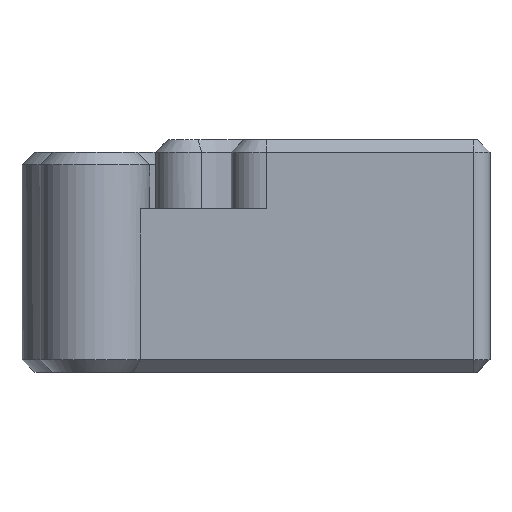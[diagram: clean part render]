
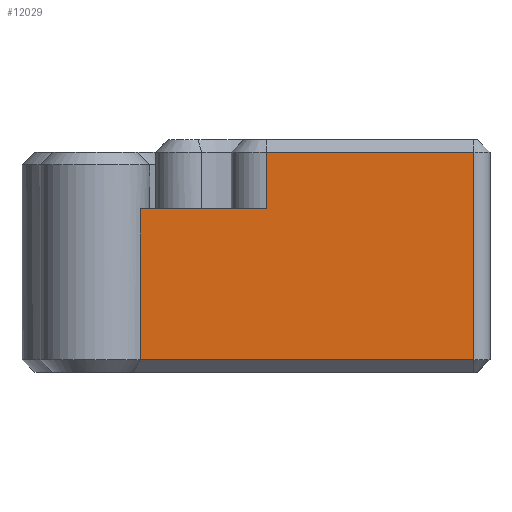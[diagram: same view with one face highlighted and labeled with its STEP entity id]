
A CAD part, left-side view. The second image highlights one B-rep face of the part: STEP entity #12029.
In plain terms, the highlighted planar face has unit normal (-1, 0, 0).
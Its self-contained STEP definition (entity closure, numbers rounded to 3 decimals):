
#813=LINE('',#25623,#1574);
#846=LINE('',#25787,#1607);
#857=LINE('',#25814,#1618);
#858=LINE('',#25817,#1619);
#859=LINE('',#25819,#1620);
#860=LINE('',#25820,#1621);
#1574=VECTOR('',#13115,10.);
#1607=VECTOR('',#13256,10.);
#1618=VECTOR('',#13285,10.);
#1619=VECTOR('',#13290,10.);
#1620=VECTOR('',#13291,10.);
#1621=VECTOR('',#13292,10.);
#2783=FACE_OUTER_BOUND('',#3438,.T.);
#3438=EDGE_LOOP('',(#10671,#10672,#10673,#10674,#10675,#10676));
#5669=VERTEX_POINT('',#25620);
#5670=VERTEX_POINT('',#25622);
#5721=VERTEX_POINT('',#25778);
#5723=VERTEX_POINT('',#25785);
#5730=VERTEX_POINT('',#25813);
#5731=VERTEX_POINT('',#25818);
#7467=EDGE_CURVE('',#5670,#5669,#813,.T.);
#7540=EDGE_CURVE('',#5723,#5721,#846,.T.);
#7554=EDGE_CURVE('',#5721,#5730,#857,.T.);
#7556=EDGE_CURVE('',#5723,#5670,#858,.T.);
#7557=EDGE_CURVE('',#5669,#5731,#859,.T.);
#7558=EDGE_CURVE('',#5730,#5731,#860,.T.);
#10671=ORIENTED_EDGE('',*,*,#7540,.F.);
#10672=ORIENTED_EDGE('',*,*,#7556,.T.);
#10673=ORIENTED_EDGE('',*,*,#7467,.T.);
#10674=ORIENTED_EDGE('',*,*,#7557,.T.);
#10675=ORIENTED_EDGE('',*,*,#7558,.F.);
#10676=ORIENTED_EDGE('',*,*,#7554,.F.);
#11398=PLANE('',#12220);
#12029=ADVANCED_FACE('',(#2783),#11398,.T.);
#12220=AXIS2_PLACEMENT_3D('',#25816,#13288,#13289);
#13115=DIRECTION('',(0.,1.,0.));
#13256=DIRECTION('',(0.,-1.,0.));
#13285=DIRECTION('',(0.,0.,-1.));
#13288=DIRECTION('center_axis',(-1.,0.,0.));
#13289=DIRECTION('ref_axis',(0.,1.,0.));
#13290=DIRECTION('',(0.,0.,-1.));
#13291=DIRECTION('',(0.,0.,-1.));
#13292=DIRECTION('',(0.,1.,0.));
#25620=CARTESIAN_POINT('',(-84.74,-27.18,-1.5));
#25622=CARTESIAN_POINT('',(-84.74,-37.2,-1.5));
#25623=CARTESIAN_POINT('',(-84.74,-37.2,-1.5));
#25778=CARTESIAN_POINT('',(-84.74,-53.7,3.));
#25785=CARTESIAN_POINT('',(-84.74,-37.2,3.));
#25787=CARTESIAN_POINT('',(-84.74,-45.043,3.));
#25813=CARTESIAN_POINT('',(-84.74,-53.7,-13.5));
#25814=CARTESIAN_POINT('',(-84.74,-53.7,8.));
#25816=CARTESIAN_POINT('Origin',(-84.74,-53.7,8.));
#25817=CARTESIAN_POINT('',(-84.74,-37.2,8.));
#25818=CARTESIAN_POINT('',(-84.74,-27.18,-13.5));
#25819=CARTESIAN_POINT('',(-84.74,-27.18,-1.5));
#25820=CARTESIAN_POINT('',(-84.74,-45.043,-13.5));
